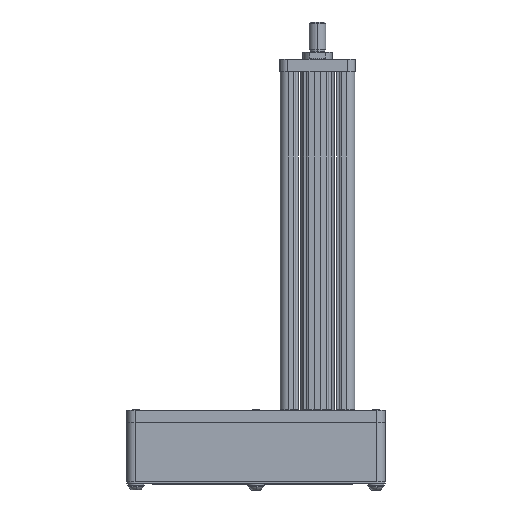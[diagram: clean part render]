
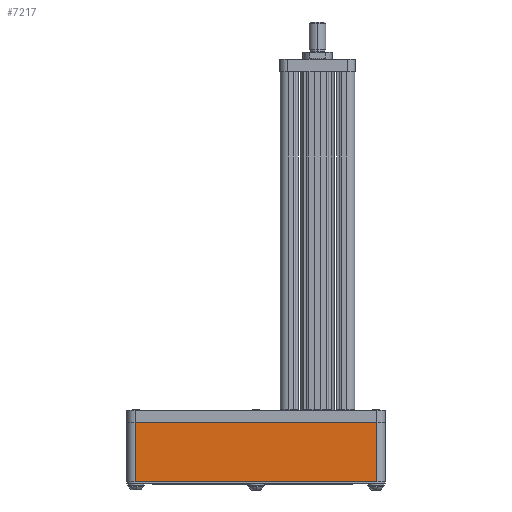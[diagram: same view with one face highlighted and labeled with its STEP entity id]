
A CAD part, left-side view. The second image highlights one B-rep face of the part: STEP entity #7217.
In plain terms, the highlighted planar face has unit normal (-1, 0, 0).
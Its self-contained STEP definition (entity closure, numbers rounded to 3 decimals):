
#7142 = VERTEX_POINT ( 'NONE', #9842 ) ;
#7163 = VERTEX_POINT ( 'NONE', #9865 ) ;
#7165 = EDGE_LOOP ( 'NONE', ( #7242, #7218, #7166, #7224 ) ) ;
#7166 = ORIENTED_EDGE ( 'NONE', *, *, #7167, .T. ) ;
#7167 = EDGE_CURVE ( 'NONE', #7163, #7168, #9864, .T. ) ;
#7168 = VERTEX_POINT ( 'NONE', #9860 ) ;
#7216 = VERTEX_POINT ( 'NONE', #9964 ) ;
#7217 = ADVANCED_FACE ( 'NONE', ( #9963 ), #9962, .F. ) ;
#7218 = ORIENTED_EDGE ( 'NONE', *, *, #7284, .T. ) ;
#7224 = ORIENTED_EDGE ( 'NONE', *, *, #7225, .T. ) ;
#7225 = EDGE_CURVE ( 'NONE', #7168, #7216, #9946, .T. ) ;
#7242 = ORIENTED_EDGE ( 'NONE', *, *, #7244, .F. ) ;
#7244 = EDGE_CURVE ( 'NONE', #7142, #7216, #10024, .T. ) ;
#7284 = EDGE_CURVE ( 'NONE', #7142, #7163, #10136, .T. ) ;
#9842 = CARTESIAN_POINT ( 'NONE',  ( -50.8, 136.957, -137.729 ) ) ;
#9860 = CARTESIAN_POINT ( 'NONE',  ( -50.8, -44.45, -182.179 ) ) ;
#9861 = DIRECTION ( 'NONE',  ( 0., -1., 0. ) ) ;
#9862 = VECTOR ( 'NONE', #9861, 1000. ) ;
#9863 = CARTESIAN_POINT ( 'NONE',  ( -50.8, 143.307, -182.179 ) ) ;
#9864 = LINE ( 'NONE', #9863, #9862 ) ;
#9865 = CARTESIAN_POINT ( 'NONE',  ( -50.8, 136.957, -182.179 ) ) ;
#9943 = DIRECTION ( 'NONE',  ( 0., 0., 1. ) ) ;
#9944 = VECTOR ( 'NONE', #9943, 1000. ) ;
#9945 = CARTESIAN_POINT ( 'NONE',  ( -50.8, -44.45, -137.729 ) ) ;
#9946 = LINE ( 'NONE', #9945, #9944 ) ;
#9958 = DIRECTION ( 'NONE',  ( 0., 0., 1. ) ) ;
#9959 = DIRECTION ( 'NONE',  ( 1., 0., 0. ) ) ;
#9960 = CARTESIAN_POINT ( 'NONE',  ( -50.8, 143.307, -137.729 ) ) ;
#9961 = AXIS2_PLACEMENT_3D ( 'NONE', #9960, #9959, #9958 ) ;
#9962 = PLANE ( 'NONE',  #9961 ) ;
#9963 = FACE_OUTER_BOUND ( 'NONE', #7165, .T. ) ;
#9964 = CARTESIAN_POINT ( 'NONE',  ( -50.8, -44.45, -137.729 ) ) ;
#10021 = DIRECTION ( 'NONE',  ( 0., -1., 0. ) ) ;
#10022 = VECTOR ( 'NONE', #10021, 1000. ) ;
#10023 = CARTESIAN_POINT ( 'NONE',  ( -50.8, 143.307, -137.729 ) ) ;
#10024 = LINE ( 'NONE', #10023, #10022 ) ;
#10112 = DIRECTION ( 'NONE',  ( 0., 0., -1. ) ) ;
#10114 = VECTOR ( 'NONE', #10112, 1000. ) ;
#10127 = CARTESIAN_POINT ( 'NONE',  ( -50.8, 136.957, -137.729 ) ) ;
#10136 = LINE ( 'NONE', #10127, #10114 ) ;
